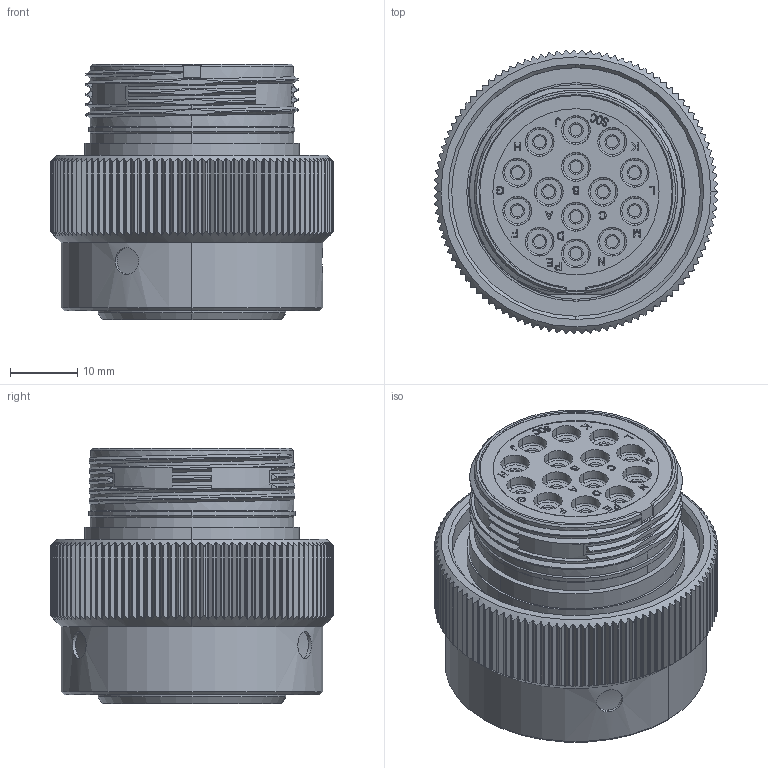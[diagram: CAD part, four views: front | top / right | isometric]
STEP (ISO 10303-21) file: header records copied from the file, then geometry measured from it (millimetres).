
FILE_DESCRIPTION((''),'2;1');
FILE_NAME('C-AHDM06-18-14SN_3D','2018-09-30T',('Administrator'),(''),'PRO/ENGINEER BY PARAMETRIC TECHNOLOGY CORPORATION, 2016360','PRO/ENGINEER BY PARAMETRIC TECHNOLOGY CORPORATION, 2016360','');
FILE_SCHEMA(('CONFIG_CONTROL_DESIGN'));
Length unit declared in the file: millimetre
Products named in the file (1): C-AHDM06-18-14SN_3D
Bounding box: 42.29 x 42.3 x 38.1 mm (x, y, z)
Volume: 34654.8 mm3; surface area: 13020.4 mm2
Topology: 1 solids, 1 shells, 1429 faces, 4078 edges, 2750 vertices
Faces by surface type: plane 785, cylinder 335, extrusion 184, torus 58, cone 46, bspline 21
Entity records: 52961 total; most frequent: CARTESIAN_POINT 17799, ORIENTED_EDGE 8156, DIRECTION 5866, EDGE_CURVE 4078, VERTEX_POINT 2750, VECTOR 2306, LINE 2122, AXIS2_PLACEMENT_3D 1780
